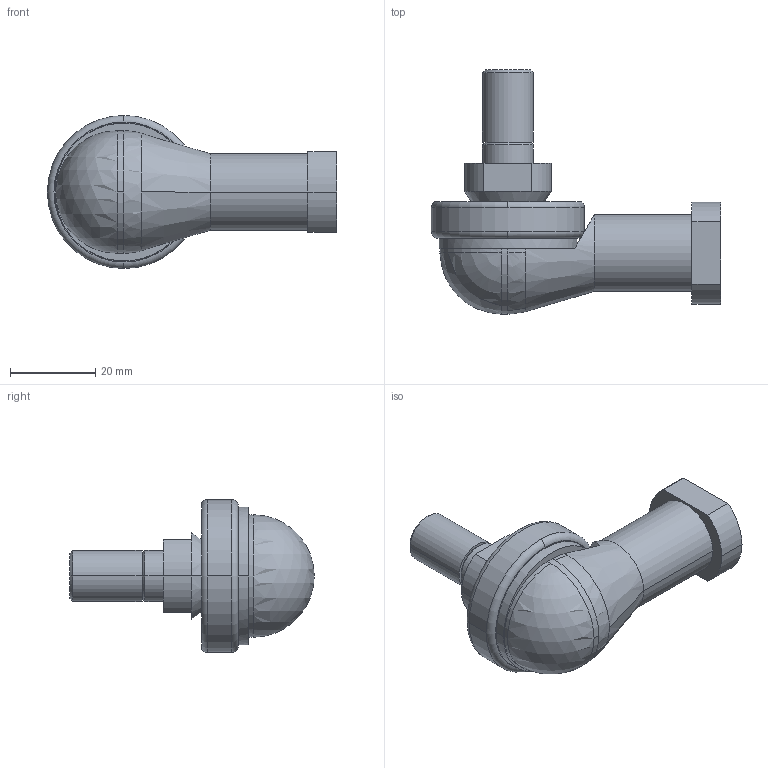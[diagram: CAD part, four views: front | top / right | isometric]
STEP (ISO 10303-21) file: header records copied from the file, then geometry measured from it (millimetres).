
FILE_DESCRIPTION(('STEP AP214'),'1');
FILE_NAME('embout_kf-23040.stp','2017-04-27T08:02:25',('TraceParts'),('TraceParts S.A.'),'Spatial InterOp 3D',' ',' ');
FILE_SCHEMA(('automotive_design'));
Length unit declared in the file: millimetre
Products named in the file (2): embout_kf-23040_1; embout_kf-23040_2
Bounding box: 68 x 57.5 x 36 mm (x, y, z)
Volume: 27438.1 mm3; surface area: 11805.2 mm2
Topology: 2 solids, 2 shells, 72 faces, 184 edges, 107 vertices
Faces by surface type: cylinder 24, cone 18, plane 17, sphere 9, torus 4
Entity records: 2186 total; most frequent: CARTESIAN_POINT 419, DIRECTION 416, ORIENTED_EDGE 336, AXIS2_PLACEMENT_3D 180, EDGE_CURVE 168, VERTEX_POINT 107, CIRCLE 102, EDGE_LOOP 81
